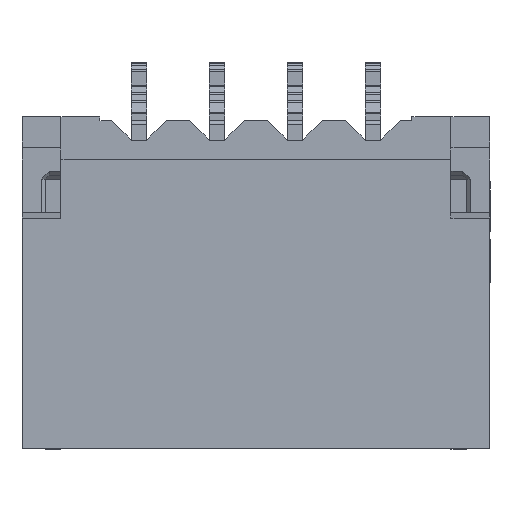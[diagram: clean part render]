
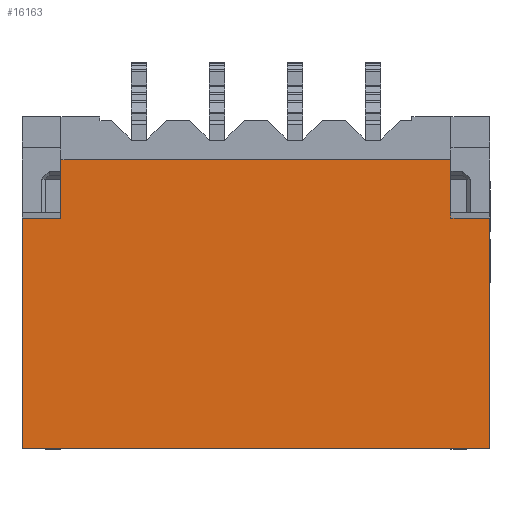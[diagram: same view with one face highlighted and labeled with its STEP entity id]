
A CAD part, top view. The second image highlights one B-rep face of the part: STEP entity #16163.
In plain terms, the highlighted planar face has unit normal (0, 0, 1).
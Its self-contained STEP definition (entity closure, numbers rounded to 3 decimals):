
#592 = CARTESIAN_POINT ( 'NONE',  ( -3., 0.825, 3. ) ) ;
#604 = DIRECTION ( 'NONE',  ( -1., 0., 0. ) ) ;
#799 = VERTEX_POINT ( 'NONE', #16673 ) ;
#900 = PLANE ( 'NONE',  #23591 ) ;
#957 = DIRECTION ( 'NONE',  ( 0., 1., 0. ) ) ;
#1441 = ORIENTED_EDGE ( 'NONE', *, *, #3835, .F. ) ;
#1458 = CARTESIAN_POINT ( 'NONE',  ( 2.5, 2.125, 3. ) ) ;
#1642 = EDGE_CURVE ( 'NONE', #28200, #20708, #10519, .T. ) ;
#2102 = DIRECTION ( 'NONE',  ( 1., 0., 0. ) ) ;
#2554 = VECTOR ( 'NONE', #26049, 1000. ) ;
#2720 = CARTESIAN_POINT ( 'NONE',  ( 0., 0., 3. ) ) ;
#2836 = VERTEX_POINT ( 'NONE', #11504 ) ;
#3470 = ORIENTED_EDGE ( 'NONE', *, *, #15668, .T. ) ;
#3591 = CARTESIAN_POINT ( 'NONE',  ( 2.5, 0.825, 3. ) ) ;
#3835 = EDGE_CURVE ( 'NONE', #2836, #28200, #21424, .T. ) ;
#4864 = EDGE_CURVE ( 'NONE', #2836, #14166, #28146, .T. ) ;
#5172 = EDGE_CURVE ( 'NONE', #799, #24504, #13526, .T. ) ;
#5829 = ORIENTED_EDGE ( 'NONE', *, *, #28119, .T. ) ;
#6416 = VECTOR ( 'NONE', #957, 1000. ) ;
#7981 = VERTEX_POINT ( 'NONE', #28271 ) ;
#8279 = VECTOR ( 'NONE', #15210, 1000. ) ;
#8409 = ORIENTED_EDGE ( 'NONE', *, *, #4864, .T. ) ;
#8739 = DIRECTION ( 'NONE',  ( 0., -1., 0. ) ) ;
#9432 = LINE ( 'NONE', #18296, #11086 ) ;
#10519 = LINE ( 'NONE', #1458, #15471 ) ;
#10629 = CARTESIAN_POINT ( 'NONE',  ( 3., -2.125, 3. ) ) ;
#11086 = VECTOR ( 'NONE', #20432, 1000. ) ;
#11352 = EDGE_LOOP ( 'NONE', ( #12869, #1441, #8409, #17846, #3470, #15271, #5829, #26385 ) ) ;
#11504 = CARTESIAN_POINT ( 'NONE',  ( -2.5, 1.575, 3. ) ) ;
#11765 = VECTOR ( 'NONE', #16611, 1000. ) ;
#12073 = DIRECTION ( 'NONE',  ( 0., 0., -1. ) ) ;
#12869 = ORIENTED_EDGE ( 'NONE', *, *, #1642, .F. ) ;
#13059 = CARTESIAN_POINT ( 'NONE',  ( 2.5, 0.825, 3. ) ) ;
#13276 = VERTEX_POINT ( 'NONE', #592 ) ;
#13526 = LINE ( 'NONE', #22721, #24194 ) ;
#14166 = VERTEX_POINT ( 'NONE', #19894 ) ;
#15210 = DIRECTION ( 'NONE',  ( 1., 0., 0. ) ) ;
#15271 = ORIENTED_EDGE ( 'NONE', *, *, #5172, .T. ) ;
#15471 = VECTOR ( 'NONE', #8739, 1000. ) ;
#15588 = DIRECTION ( 'NONE',  ( -1., 0., 0. ) ) ;
#15668 = EDGE_CURVE ( 'NONE', #13276, #799, #9432, .T. ) ;
#15857 = LINE ( 'NONE', #26834, #28529 ) ;
#16163 = ADVANCED_FACE ( 'NONE', ( #18841 ), #900, .F. ) ;
#16565 = EDGE_CURVE ( 'NONE', #20708, #7981, #19416, .T. ) ;
#16611 = DIRECTION ( 'NONE',  ( 1., 0., 0. ) ) ;
#16673 = CARTESIAN_POINT ( 'NONE',  ( -3., -2.125, 3. ) ) ;
#17846 = ORIENTED_EDGE ( 'NONE', *, *, #19406, .T. ) ;
#18296 = CARTESIAN_POINT ( 'NONE',  ( -3., -2.125, 3. ) ) ;
#18841 = FACE_OUTER_BOUND ( 'NONE', #11352, .T. ) ;
#19406 = EDGE_CURVE ( 'NONE', #14166, #13276, #15857, .T. ) ;
#19416 = LINE ( 'NONE', #13059, #8279 ) ;
#19894 = CARTESIAN_POINT ( 'NONE',  ( -2.5, 0.825, 3. ) ) ;
#20432 = DIRECTION ( 'NONE',  ( 0., -1., 0. ) ) ;
#20708 = VERTEX_POINT ( 'NONE', #3591 ) ;
#21424 = LINE ( 'NONE', #28023, #11765 ) ;
#22721 = CARTESIAN_POINT ( 'NONE',  ( -3., -2.125, 3. ) ) ;
#23591 = AXIS2_PLACEMENT_3D ( 'NONE', #2720, #12073, #604 ) ;
#23848 = CARTESIAN_POINT ( 'NONE',  ( 2.5, 1.575, 3. ) ) ;
#23997 = LINE ( 'NONE', #10629, #6416 ) ;
#24194 = VECTOR ( 'NONE', #2102, 1000. ) ;
#24504 = VERTEX_POINT ( 'NONE', #27366 ) ;
#26049 = DIRECTION ( 'NONE',  ( 0., -1., 0. ) ) ;
#26385 = ORIENTED_EDGE ( 'NONE', *, *, #16565, .F. ) ;
#26834 = CARTESIAN_POINT ( 'NONE',  ( -2.5, 0.825, 3. ) ) ;
#27366 = CARTESIAN_POINT ( 'NONE',  ( 3., -2.125, 3. ) ) ;
#28023 = CARTESIAN_POINT ( 'NONE',  ( -3.278, 1.575, 3. ) ) ;
#28119 = EDGE_CURVE ( 'NONE', #24504, #7981, #23997, .T. ) ;
#28146 = LINE ( 'NONE', #28289, #2554 ) ;
#28200 = VERTEX_POINT ( 'NONE', #23848 ) ;
#28271 = CARTESIAN_POINT ( 'NONE',  ( 3., 0.825, 3. ) ) ;
#28289 = CARTESIAN_POINT ( 'NONE',  ( -2.5, 2.125, 3. ) ) ;
#28529 = VECTOR ( 'NONE', #15588, 1000. ) ;
